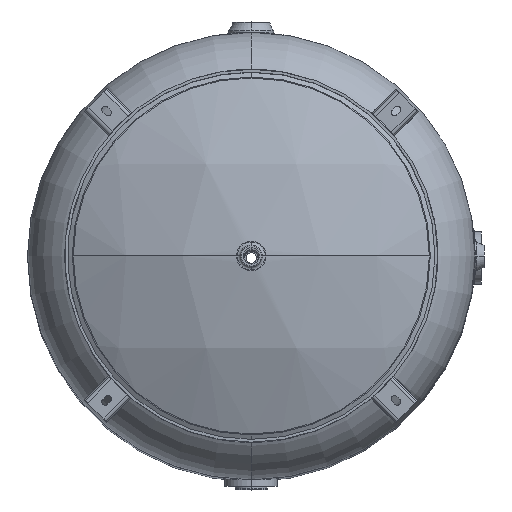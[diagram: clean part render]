
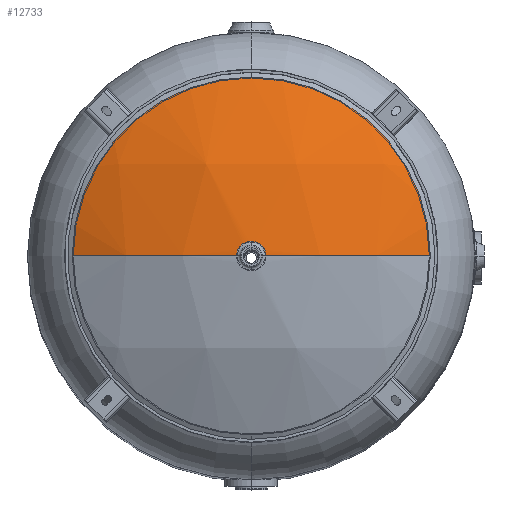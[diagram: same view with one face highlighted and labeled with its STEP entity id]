
A CAD part, top view. The second image highlights one B-rep face of the part: STEP entity #12733.
In plain terms, the highlighted spherical face has radius 822.96 mm.
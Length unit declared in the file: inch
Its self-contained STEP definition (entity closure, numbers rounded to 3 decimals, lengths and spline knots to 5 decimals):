
#99 = VERTEX_POINT ( 'NONE', #5529 ) ;
#101 = VERTEX_POINT ( 'NONE', #5531 ) ;
#102 = VERTEX_POINT ( 'NONE', #5532 ) ;
#104 = VERTEX_POINT ( 'NONE', #5534 ) ;
#131 = VERTEX_POINT ( 'NONE', #5561 ) ;
#289 = AXIS2_PLACEMENT_3D ( 'NONE', #12415, #12417, #12419 ) ;
#321 = CIRCLE ( 'NONE', #323, 0.8775 ) ;
#322 = CIRCLE ( 'NONE', #289, 14.4 ) ;
#323 = AXIS2_PLACEMENT_3D ( 'NONE', #12423, #12425, #12427 ) ;
#352 = AXIS2_PLACEMENT_3D ( 'NONE', #12300, #12301, #12302 ) ;
#444 = CIRCLE ( 'NONE', #446, 32.4 ) ;
#446 = AXIS2_PLACEMENT_3D ( 'NONE', #12314, #12315, #12316 ) ;
#453 = AXIS2_PLACEMENT_3D ( 'NONE', #12318, #12319, #12320 ) ;
#454 = CIRCLE ( 'NONE', #453, 14.4 ) ;
#2360 = AXIS2_PLACEMENT_3D ( 'NONE', #7839, #7843, #7844 ) ;
#3241 = EDGE_CURVE ( 'NONE', #104, #99, #8635, .T. ) ;
#3246 = EDGE_CURVE ( 'NONE', #102, #131, #444, .T. ) ;
#3247 = EDGE_CURVE ( 'NONE', #101, #131, #454, .T. ) ;
#3268 = EDGE_CURVE ( 'NONE', #99, #101, #322, .T. ) ;
#3269 = EDGE_CURVE ( 'NONE', #102, #104, #321, .T. ) ;
#5402 = EDGE_LOOP ( 'NONE', ( #13760, #13759, #13758, #13757, #13756 ) ) ;
#5529 = CARTESIAN_POINT ( 'NONE',  ( -14.4, 0., 43.12413 ) ) ;
#5531 = CARTESIAN_POINT ( 'NONE',  ( 0., 14.4, 43.12413 ) ) ;
#5532 = CARTESIAN_POINT ( 'NONE',  ( 0.8775, 0., 46.48812 ) ) ;
#5534 = CARTESIAN_POINT ( 'NONE',  ( -0.8775, 0., 46.48812 ) ) ;
#5561 = CARTESIAN_POINT ( 'NONE',  ( 14.4, 0., 43.12413 ) ) ;
#7839 = CARTESIAN_POINT ( 'NONE',  ( 0., 0., 14.1 ) ) ;
#7841 = FACE_OUTER_BOUND ( 'NONE', #5402, .T. ) ;
#7842 = SPHERICAL_SURFACE ( 'NONE', #2360, 32.4 ) ;
#7843 = DIRECTION ( 'NONE',  ( 0., -1., 0. ) ) ;
#7844 = DIRECTION ( 'NONE',  ( 1., 0., 0. ) ) ;
#8635 = CIRCLE ( 'NONE', #352, 32.4 ) ;
#12300 = CARTESIAN_POINT ( 'NONE',  ( 0., 0., 14.1 ) ) ;
#12301 = DIRECTION ( 'NONE',  ( 0., -1., 0. ) ) ;
#12302 = DIRECTION ( 'NONE',  ( 1., 0., 0. ) ) ;
#12314 = CARTESIAN_POINT ( 'NONE',  ( 0., 0., 14.1 ) ) ;
#12315 = DIRECTION ( 'NONE',  ( 0., 1., 0. ) ) ;
#12316 = DIRECTION ( 'NONE',  ( 0., 0., 1. ) ) ;
#12318 = CARTESIAN_POINT ( 'NONE',  ( 0., 0., 43.12413 ) ) ;
#12319 = DIRECTION ( 'NONE',  ( 0., 0., -1. ) ) ;
#12320 = DIRECTION ( 'NONE',  ( 0., 1., 0. ) ) ;
#12415 = CARTESIAN_POINT ( 'NONE',  ( 0., 0., 43.12413 ) ) ;
#12417 = DIRECTION ( 'NONE',  ( 0., 0., -1. ) ) ;
#12419 = DIRECTION ( 'NONE',  ( 0., 1., 0. ) ) ;
#12423 = CARTESIAN_POINT ( 'NONE',  ( 0., 0., 46.48812 ) ) ;
#12425 = DIRECTION ( 'NONE',  ( 0., 0., 1. ) ) ;
#12427 = DIRECTION ( 'NONE',  ( -1., 0., 0. ) ) ;
#12733 = ADVANCED_FACE ( 'NONE', ( #7841 ), #7842, .T. ) ;
#13756 = ORIENTED_EDGE ( 'NONE', *, *, #3268, .F. ) ;
#13757 = ORIENTED_EDGE ( 'NONE', *, *, #3247, .F. ) ;
#13758 = ORIENTED_EDGE ( 'NONE', *, *, #3246, .T. ) ;
#13759 = ORIENTED_EDGE ( 'NONE', *, *, #3269, .F. ) ;
#13760 = ORIENTED_EDGE ( 'NONE', *, *, #3241, .F. ) ;
